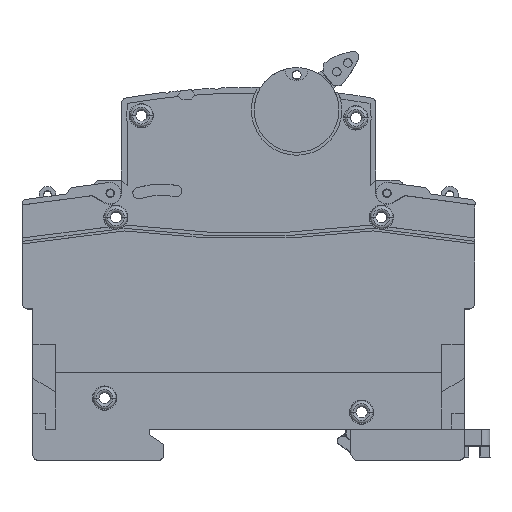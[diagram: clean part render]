
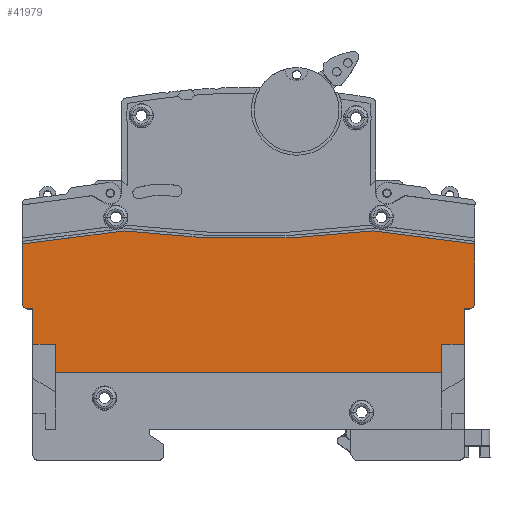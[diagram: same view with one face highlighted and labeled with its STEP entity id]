
A CAD part, top view. The second image highlights one B-rep face of the part: STEP entity #41979.
In plain terms, the highlighted planar face has unit normal (0, 0, 1).
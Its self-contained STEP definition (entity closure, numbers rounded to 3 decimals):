
#197 = ORIENTED_EDGE ( 'NONE', *, *, #36677, .F. ) ;
#463 = CARTESIAN_POINT ( 'NONE',  ( 78.2, 212.757, 4.2 ) ) ;
#829 = DIRECTION ( 'NONE',  ( 0., 0., 1. ) ) ;
#1137 = AXIS2_PLACEMENT_3D ( 'NONE', #3556, #40351, #47509 ) ;
#1339 = LINE ( 'NONE', #13244, #41405 ) ;
#1771 = DIRECTION ( 'NONE',  ( 0., 1., 0. ) ) ;
#2222 = CARTESIAN_POINT ( 'NONE',  ( 74.2, 15.5, 4.2 ) ) ;
#2359 = EDGE_CURVE ( 'NONE', #31207, #51510, #1339, .T. ) ;
#2683 = CARTESIAN_POINT ( 'NONE',  ( 18., 40.6, 4.2 ) ) ;
#2864 = LINE ( 'NONE', #15031, #17218 ) ;
#3556 = CARTESIAN_POINT ( 'NONE',  ( 40., 212.757, 4.2 ) ) ;
#3753 = EDGE_CURVE ( 'NONE', #17501, #44951, #36216, .T. ) ;
#4322 = CIRCLE ( 'NONE', #20407, 1. ) ;
#4331 = EDGE_CURVE ( 'NONE', #14683, #41990, #44752, .T. ) ;
#5004 = CARTESIAN_POINT ( 'NONE',  ( 40., 20.5, 4.2 ) ) ;
#5113 = CARTESIAN_POINT ( 'NONE',  ( 80., 27.8, 4.2 ) ) ;
#5132 = DIRECTION ( 'NONE',  ( -1., 0., 0. ) ) ;
#5437 = CARTESIAN_POINT ( 'NONE',  ( 0., 38.3, 4.2 ) ) ;
#5700 = LINE ( 'NONE', #17876, #40318 ) ;
#5707 = CARTESIAN_POINT ( 'NONE',  ( 5.8, 212.757, 4.2 ) ) ;
#5949 = EDGE_CURVE ( 'NONE', #9148, #28909, #5700, .T. ) ;
#5973 = DIRECTION ( 'NONE',  ( 0., 0., 1. ) ) ;
#8254 = EDGE_CURVE ( 'NONE', #43312, #9148, #38853, .T. ) ;
#8482 = DIRECTION ( 'NONE',  ( 1., 0., 0. ) ) ;
#8665 = CARTESIAN_POINT ( 'NONE',  ( 62.028, 40.596, 4.2 ) ) ;
#9148 = VERTEX_POINT ( 'NONE', #15740 ) ;
#9819 = VERTEX_POINT ( 'NONE', #12840 ) ;
#11056 = ORIENTED_EDGE ( 'NONE', *, *, #42000, .F. ) ;
#11608 = ORIENTED_EDGE ( 'NONE', *, *, #28757, .T. ) ;
#11811 = ORIENTED_EDGE ( 'NONE', *, *, #8254, .T. ) ;
#12840 = CARTESIAN_POINT ( 'NONE',  ( 78.2, 26.8, 4.2 ) ) ;
#13244 = CARTESIAN_POINT ( 'NONE',  ( 80., 38.3, 4.2 ) ) ;
#13552 = EDGE_CURVE ( 'NONE', #27265, #41990, #22464, .T. ) ;
#13895 = ORIENTED_EDGE ( 'NONE', *, *, #49321, .F. ) ;
#13919 = EDGE_CURVE ( 'NONE', #18920, #9819, #17046, .T. ) ;
#14093 = VERTEX_POINT ( 'NONE', #49501 ) ;
#14256 = VECTOR ( 'NONE', #17912, 1000. ) ;
#14545 = EDGE_CURVE ( 'NONE', #28909, #9819, #25369, .T. ) ;
#14683 = VERTEX_POINT ( 'NONE', #34606 ) ;
#14732 = ORIENTED_EDGE ( 'NONE', *, *, #14545, .T. ) ;
#15031 = CARTESIAN_POINT ( 'NONE',  ( 0., 38.3, 4.2 ) ) ;
#15740 = CARTESIAN_POINT ( 'NONE',  ( 74.2, 20.5, 4.2 ) ) ;
#17046 = LINE ( 'NONE', #29251, #29074 ) ;
#17218 = VECTOR ( 'NONE', #19283, 1000. ) ;
#17501 = VERTEX_POINT ( 'NONE', #5437 ) ;
#17876 = CARTESIAN_POINT ( 'NONE',  ( 40., 20.5, 4.2 ) ) ;
#17912 = DIRECTION ( 'NONE',  ( 0., 1., 0. ) ) ;
#18524 = ORIENTED_EDGE ( 'NONE', *, *, #51738, .T. ) ;
#18898 = DIRECTION ( 'NONE',  ( 0., 0., 1. ) ) ;
#18920 = VERTEX_POINT ( 'NONE', #47685 ) ;
#18998 = ORIENTED_EDGE ( 'NONE', *, *, #13919, .F. ) ;
#19283 = DIRECTION ( 'NONE',  ( 0., 1., 0. ) ) ;
#19430 = DIRECTION ( 'NONE',  ( 0., -1., 0. ) ) ;
#19857 = VECTOR ( 'NONE', #24903, 1000. ) ;
#20121 = ORIENTED_EDGE ( 'NONE', *, *, #31943, .T. ) ;
#20278 = ORIENTED_EDGE ( 'NONE', *, *, #21669, .T. ) ;
#20407 = AXIS2_PLACEMENT_3D ( 'NONE', #51962, #18898, #47454 ) ;
#20571 = AXIS2_PLACEMENT_3D ( 'NONE', #31949, #44115, #28247 ) ;
#21470 = VERTEX_POINT ( 'NONE', #43772 ) ;
#21531 = DIRECTION ( 'NONE',  ( -1., 0., 0. ) ) ;
#21656 = CARTESIAN_POINT ( 'NONE',  ( 0., 27.8, 4.2 ) ) ;
#21669 = EDGE_CURVE ( 'NONE', #31207, #21470, #37219, .T. ) ;
#21893 = DIRECTION ( 'NONE',  ( 1., 0., 0. ) ) ;
#21909 = CARTESIAN_POINT ( 'NONE',  ( 18., 40.378, 4.2 ) ) ;
#22175 = CARTESIAN_POINT ( 'NONE',  ( 1.8, 212.757, 4.2 ) ) ;
#22464 = LINE ( 'NONE', #22175, #14256 ) ;
#24540 = VECTOR ( 'NONE', #8482, 1000. ) ;
#24701 = CARTESIAN_POINT ( 'NONE',  ( 62., 40.378, 4.2 ) ) ;
#24903 = DIRECTION ( 'NONE',  ( 1., 0., 0. ) ) ;
#25369 = LINE ( 'NONE', #463, #42666 ) ;
#25413 = EDGE_CURVE ( 'NONE', #43312, #26153, #50069, .T. ) ;
#25589 = VECTOR ( 'NONE', #21531, 1000. ) ;
#26153 = VERTEX_POINT ( 'NONE', #26557 ) ;
#26243 = EDGE_LOOP ( 'NONE', ( #51063, #11811, #45412, #14732, #18998, #48472, #197, #50153, #20278, #11056, #20121, #31995, #13895, #11608, #28484, #38130, #36219, #18524 ) ) ;
#26557 = CARTESIAN_POINT ( 'NONE',  ( 5.8, 15.5, 4.2 ) ) ;
#26886 = CARTESIAN_POINT ( 'NONE',  ( 80., 38.3, 4.2 ) ) ;
#27265 = VERTEX_POINT ( 'NONE', #30503 ) ;
#28247 = DIRECTION ( 'NONE',  ( 1., 0., 0. ) ) ;
#28484 = ORIENTED_EDGE ( 'NONE', *, *, #4331, .T. ) ;
#28757 = EDGE_CURVE ( 'NONE', #35095, #14683, #4322, .T. ) ;
#28909 = VERTEX_POINT ( 'NONE', #44264 ) ;
#29074 = VECTOR ( 'NONE', #5132, 1000. ) ;
#29251 = CARTESIAN_POINT ( 'NONE',  ( 40., 26.8, 4.2 ) ) ;
#30464 = AXIS2_PLACEMENT_3D ( 'NONE', #24701, #829, #41622 ) ;
#30503 = CARTESIAN_POINT ( 'NONE',  ( 1.8, 20.5, 4.2 ) ) ;
#30745 = CIRCLE ( 'NONE', #45929, 173.557 ) ;
#31207 = VERTEX_POINT ( 'NONE', #8665 ) ;
#31892 = DIRECTION ( 'NONE',  ( -1., 0., 0. ) ) ;
#31943 = EDGE_CURVE ( 'NONE', #14093, #44951, #48460, .T. ) ;
#31949 = CARTESIAN_POINT ( 'NONE',  ( 79., 27.8, 4.2 ) ) ;
#31995 = ORIENTED_EDGE ( 'NONE', *, *, #3753, .F. ) ;
#34049 = CARTESIAN_POINT ( 'NONE',  ( 5.8, 20.5, 4.2 ) ) ;
#34606 = CARTESIAN_POINT ( 'NONE',  ( 1., 26.8, 4.2 ) ) ;
#35095 = VERTEX_POINT ( 'NONE', #21656 ) ;
#35479 = VERTEX_POINT ( 'NONE', #34049 ) ;
#35599 = CARTESIAN_POINT ( 'NONE',  ( 40., 212.757, 4.2 ) ) ;
#35871 = CARTESIAN_POINT ( 'NONE',  ( 1.8, 26.8, 4.2 ) ) ;
#36216 = LINE ( 'NONE', #2683, #43906 ) ;
#36219 = ORIENTED_EDGE ( 'NONE', *, *, #39348, .T. ) ;
#36368 = PLANE ( 'NONE',  #1137 ) ;
#36618 = AXIS2_PLACEMENT_3D ( 'NONE', #21909, #5973, #49919 ) ;
#36677 = EDGE_CURVE ( 'NONE', #51510, #42122, #39037, .T. ) ;
#36902 = VECTOR ( 'NONE', #1771, 1000. ) ;
#37219 = CIRCLE ( 'NONE', #30464, 0.22 ) ;
#37258 = DIRECTION ( 'NONE',  ( 0., 1., 0. ) ) ;
#38130 = ORIENTED_EDGE ( 'NONE', *, *, #13552, .F. ) ;
#38725 = DIRECTION ( 'NONE',  ( 0.992, 0.127, 0. ) ) ;
#38853 = LINE ( 'NONE', #46259, #36902 ) ;
#39037 = LINE ( 'NONE', #26886, #51033 ) ;
#39072 = DIRECTION ( 'NONE',  ( 0., -1., 0. ) ) ;
#39348 = EDGE_CURVE ( 'NONE', #27265, #35479, #52377, .T. ) ;
#40101 = DIRECTION ( 'NONE',  ( 0., 0., 1. ) ) ;
#40318 = VECTOR ( 'NONE', #21893, 1000. ) ;
#40351 = DIRECTION ( 'NONE',  ( 0., 0., 1. ) ) ;
#41405 = VECTOR ( 'NONE', #48452, 1000. ) ;
#41622 = DIRECTION ( 'NONE',  ( 1., 0., 0. ) ) ;
#41726 = EDGE_CURVE ( 'NONE', #18920, #42122, #44240, .T. ) ;
#41979 = ADVANCED_FACE ( 'NONE', ( #47783 ), #36368, .T. ) ;
#41990 = VERTEX_POINT ( 'NONE', #35871 ) ;
#42000 = EDGE_CURVE ( 'NONE', #14093, #21470, #30745, .T. ) ;
#42122 = VERTEX_POINT ( 'NONE', #5113 ) ;
#42666 = VECTOR ( 'NONE', #37258, 1000. ) ;
#43312 = VERTEX_POINT ( 'NONE', #2222 ) ;
#43772 = CARTESIAN_POINT ( 'NONE',  ( 61.972, 40.596, 4.2 ) ) ;
#43906 = VECTOR ( 'NONE', #38725, 1000. ) ;
#44115 = DIRECTION ( 'NONE',  ( 0., 0., 1. ) ) ;
#44240 = CIRCLE ( 'NONE', #20571, 1. ) ;
#44264 = CARTESIAN_POINT ( 'NONE',  ( 78.2, 20.5, 4.2 ) ) ;
#44752 = LINE ( 'NONE', #49245, #24540 ) ;
#44779 = CARTESIAN_POINT ( 'NONE',  ( 80., 15.5, 4.2 ) ) ;
#44951 = VERTEX_POINT ( 'NONE', #45305 ) ;
#45305 = CARTESIAN_POINT ( 'NONE',  ( 17.972, 40.596, 4.2 ) ) ;
#45412 = ORIENTED_EDGE ( 'NONE', *, *, #5949, .T. ) ;
#45929 = AXIS2_PLACEMENT_3D ( 'NONE', #35599, #40101, #31892 ) ;
#46259 = CARTESIAN_POINT ( 'NONE',  ( 74.2, 212.757, 4.2 ) ) ;
#47014 = LINE ( 'NONE', #5707, #51279 ) ;
#47454 = DIRECTION ( 'NONE',  ( 1., 0., 0. ) ) ;
#47509 = DIRECTION ( 'NONE',  ( -1., 0., 0. ) ) ;
#47685 = CARTESIAN_POINT ( 'NONE',  ( 79., 26.8, 4.2 ) ) ;
#47783 = FACE_OUTER_BOUND ( 'NONE', #26243, .T. ) ;
#48452 = DIRECTION ( 'NONE',  ( 0.992, -0.127, 0. ) ) ;
#48460 = CIRCLE ( 'NONE', #36618, 0.22 ) ;
#48472 = ORIENTED_EDGE ( 'NONE', *, *, #41726, .T. ) ;
#48611 = CARTESIAN_POINT ( 'NONE',  ( 80., 38.3, 4.2 ) ) ;
#49245 = CARTESIAN_POINT ( 'NONE',  ( 40., 26.8, 4.2 ) ) ;
#49321 = EDGE_CURVE ( 'NONE', #35095, #17501, #2864, .T. ) ;
#49501 = CARTESIAN_POINT ( 'NONE',  ( 18.028, 40.596, 4.2 ) ) ;
#49919 = DIRECTION ( 'NONE',  ( 1., 0., 0. ) ) ;
#50069 = LINE ( 'NONE', #44779, #25589 ) ;
#50153 = ORIENTED_EDGE ( 'NONE', *, *, #2359, .F. ) ;
#51033 = VECTOR ( 'NONE', #19430, 1000. ) ;
#51063 = ORIENTED_EDGE ( 'NONE', *, *, #25413, .F. ) ;
#51279 = VECTOR ( 'NONE', #39072, 1000. ) ;
#51510 = VERTEX_POINT ( 'NONE', #48611 ) ;
#51738 = EDGE_CURVE ( 'NONE', #35479, #26153, #47014, .T. ) ;
#51962 = CARTESIAN_POINT ( 'NONE',  ( 1., 27.8, 4.2 ) ) ;
#52377 = LINE ( 'NONE', #5004, #19857 ) ;
